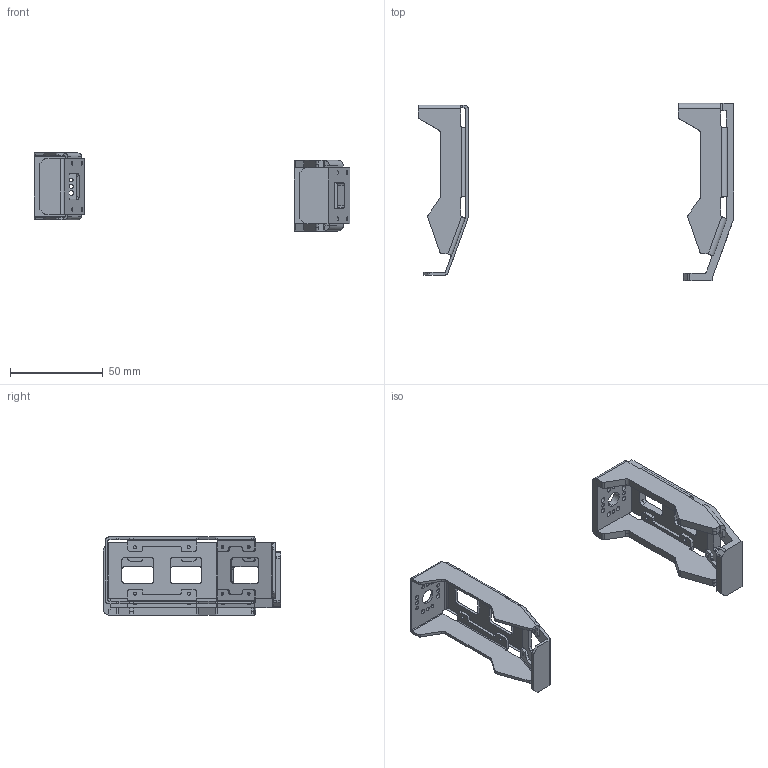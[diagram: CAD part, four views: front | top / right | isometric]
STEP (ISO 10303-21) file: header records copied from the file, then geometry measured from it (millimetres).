
FILE_DESCRIPTION(/* description */ (''),/* implementation_level */ '2;1');
FILE_NAME(/* name */ 'HV2_Hand v14.step',/* time_stamp */ '2025-07-11T15:15:48+09:00',/* author */ (''),/* organization */ (''),/* preprocessor_version */ 'ST-DEVELOPER v20.1',/* originating_system */ 'Autodesk Translation Framework v14.10.0.0',/* authorisation */ '');
FILE_SCHEMA (('AUTOMOTIVE_DESIGN { 1 0 10303 214 3 1 1 }'));
Length unit declared in the file: millimetre
Products named in the file (1): HV2_Hand
Bounding box: 170.04 x 95.51 x 42 mm (x, y, z)
Volume: 23651.2 mm3; surface area: 29869.8 mm2
Topology: 2 solids, 3 shells, 520 faces, 1742 edges, 1082 vertices
Faces by surface type: plane 262, cylinder 140, bspline 106, cone 12
Full cylindrical faces by diameter (mm): 1.6 x12, 2.05 x4, 2.1 x8, 2.2 x16, 2.6 x8, 2.7 x4, 8 x1
Entity records: 23614 total; most frequent: CARTESIAN_POINT 9011, ORIENTED_EDGE 3305, DIRECTION 2552, EDGE_CURVE 1740, LINE 1088, VECTOR 1088, VERTEX_POINT 1081, AXIS2_PLACEMENT_3D 732
